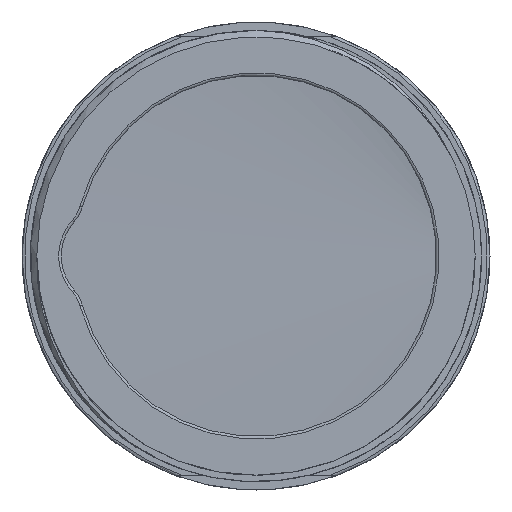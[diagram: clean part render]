
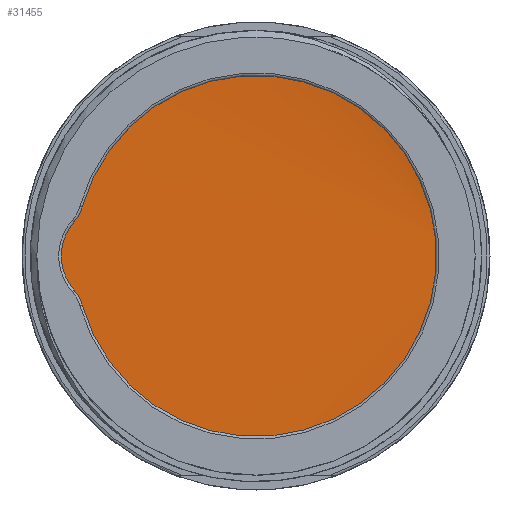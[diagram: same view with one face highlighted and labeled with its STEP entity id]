
A CAD part, left-side view. The second image highlights one B-rep face of the part: STEP entity #31455.
In plain terms, the highlighted cylindrical face has radius 17 mm (diameter 34 mm), a full revolution.
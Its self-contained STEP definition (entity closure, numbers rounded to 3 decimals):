
#3498=FACE_OUTER_BOUND('',#5253,.T.);
#5253=EDGE_LOOP('',(#19703,#19704,#19705));
#7263=B_SPLINE_CURVE_WITH_KNOTS('',3,(#45924,#45925,#45926,#45927,#45928,
#45929,#45930,#45931,#45932,#45933,#45934,#45935,#45936,#45937,#45938,#45939,
#45940),.UNSPECIFIED.,.F.,.F.,(4,1,1,1,1,1,1,1,1,1,1,1,1,1,4),(9.425,
9.87,10.354,10.837,11.32,11.803,
12.286,12.769,13.252,13.735,14.218,
14.701,15.184,15.667,15.708),
 .UNSPECIFIED.);
#7881=LINE('',#45877,#9911);
#7883=LINE('',#45941,#9913);
#9911=VECTOR('',#36771,17.);
#9913=VECTOR('',#36779,17.);
#11941=VERTEX_POINT('',#45875);
#11942=VERTEX_POINT('',#45876);
#11946=VERTEX_POINT('',#45923);
#14989=EDGE_CURVE('',#11941,#11942,#7881,.T.);
#14995=EDGE_CURVE('',#11946,#11942,#7263,.T.);
#14996=EDGE_CURVE('',#11946,#11941,#7883,.T.);
#19703=ORIENTED_EDGE('',*,*,#14989,.T.);
#19704=ORIENTED_EDGE('',*,*,#14995,.F.);
#19705=ORIENTED_EDGE('',*,*,#14996,.T.);
#29112=CYLINDRICAL_SURFACE('',#33233,17.);
#31455=ADVANCED_FACE('',(#3498),#29112,.T.);
#33233=AXIS2_PLACEMENT_3D('',#45922,#36777,#36778);
#36771=DIRECTION('',(1.,0.,0.));
#36777=DIRECTION('center_axis',(1.,0.,0.));
#36778=DIRECTION('ref_axis',(0.,1.,0.));
#36779=DIRECTION('',(1.,0.,0.));
#45875=CARTESIAN_POINT('',(4.2,-17.,0.));
#45876=CARTESIAN_POINT('',(5.4,-17.,0.));
#45877=CARTESIAN_POINT('',(0.,-17.,0.));
#45922=CARTESIAN_POINT('Origin',(0.,0.,0.));
#45923=CARTESIAN_POINT('',(2.6,-17.,0.));
#45924=CARTESIAN_POINT('Ctrl Pts',(2.6,-17.001,0.));
#45925=CARTESIAN_POINT('Ctrl Pts',(2.666,-17.,2.525));
#45926=CARTESIAN_POINT('Ctrl Pts',(2.804,-15.81,7.788));
#45927=CARTESIAN_POINT('Ctrl Pts',(3.014,-10.585,14.156));
#45928=CARTESIAN_POINT('Ctrl Pts',(3.229,-2.798,17.453));
#45929=CARTESIAN_POINT('Ctrl Pts',(3.444,5.629,16.755));
#45930=CARTESIAN_POINT('Ctrl Pts',(3.66,12.768,12.223));
#45931=CARTESIAN_POINT('Ctrl Pts',(3.875,16.985,4.893));
#45932=CARTESIAN_POINT('Ctrl Pts',(4.09,17.314,-3.556));
#45933=CARTESIAN_POINT('Ctrl Pts',(4.306,13.681,-11.192));
#45934=CARTESIAN_POINT('Ctrl Pts',(4.521,6.917,-16.266));
#45935=CARTESIAN_POINT('Ctrl Pts',(4.736,-1.431,-17.618));
#45936=CARTESIAN_POINT('Ctrl Pts',(4.951,-9.451,-14.937));
#45937=CARTESIAN_POINT('Ctrl Pts',(5.167,-15.307,-8.838));
#45938=CARTESIAN_POINT('Ctrl Pts',(5.316,-16.942,-3.196));
#45939=CARTESIAN_POINT('Ctrl Pts',(5.394,-17.001,-0.23));
#45940=CARTESIAN_POINT('Ctrl Pts',(5.4,-17.001,0.));
#45941=CARTESIAN_POINT('',(0.,-17.,0.));
